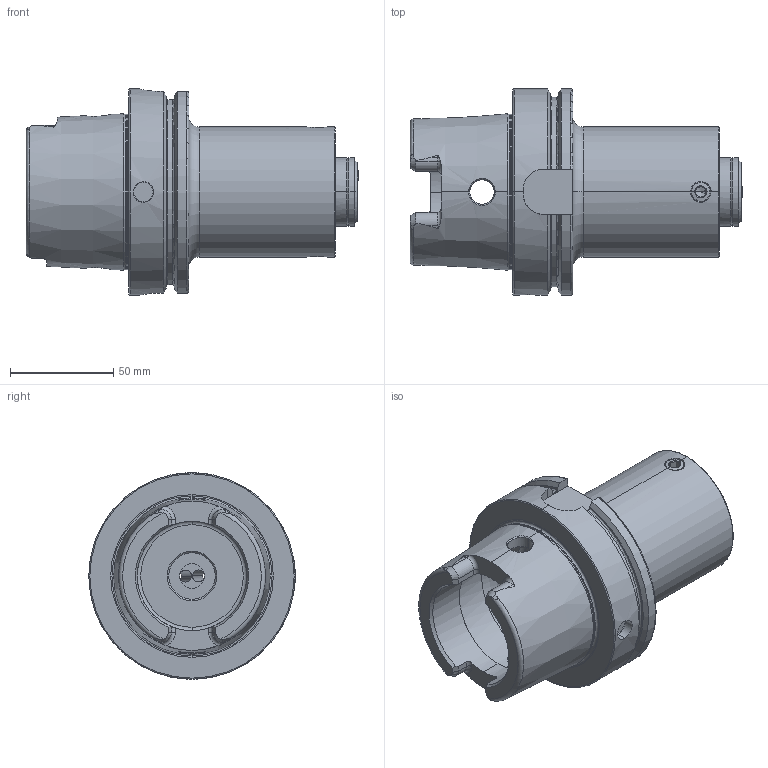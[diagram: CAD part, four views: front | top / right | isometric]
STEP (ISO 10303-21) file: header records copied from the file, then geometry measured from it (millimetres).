
FILE_DESCRIPTION (( 'STEP AP214' ), '1' );
FILE_NAME ('HA0.HA6.K01.100.STEP', '2018-12-04T07:22:49', ( 'SWIAdmin' ), ( 'Hewlett-Packard Company' ), 'SwSTEP 2.0', 'SolidWorks 2017', '' );
FILE_SCHEMA (( 'AUTOMOTIVE_DESIGN' ));
Length unit declared in the file: millimetre
Products named in the file (11): HA0.HA6.K01.100; ISO 13337 - 5 x 14_ISO 13337 - 5 x 14; HA6-ER2.001.007; HA6-ER1.001.000; DIN 3771 - 17x2; Stift6; Spindel6; Backe6; Dichtung6; Grundkörper1; HA0-HA6.K01.100_C_Fertigbearbeitung
Assembly tree (12 placements, depth 3):
  HA0.HA6.K01.100
    HA0-HA6.K01.100_C_Fertigbearbeitung
    HA6-ER1.001.000
      Grundkörper1
      Dichtung6
      Backe6  x2
      Spindel6
      Stift6
      DIN 3771 - 17x2
    HA6-ER2.001.007  x2
    ISO 13337 - 5 x 14_ISO 13337 - 5 x 14
Bounding box: 160.85 x 100 x 100 mm (x, y, z)
Volume: 444711.3 mm3; surface area: 91617.9 mm2
Topology: 11 solids, 11 shells, 462 faces, 1139 edges, 706 vertices
Faces by surface type: plane 156, cylinder 150, cone 87, torus 61, bspline 8
Entity records: 15091 total; most frequent: CARTESIAN_POINT 4428, DIRECTION 2173, ORIENTED_EDGE 2078, EDGE_CURVE 1039, AXIS2_PLACEMENT_3D 881, VERTEX_POINT 651, EDGE_LOOP 456, CIRCLE 455
